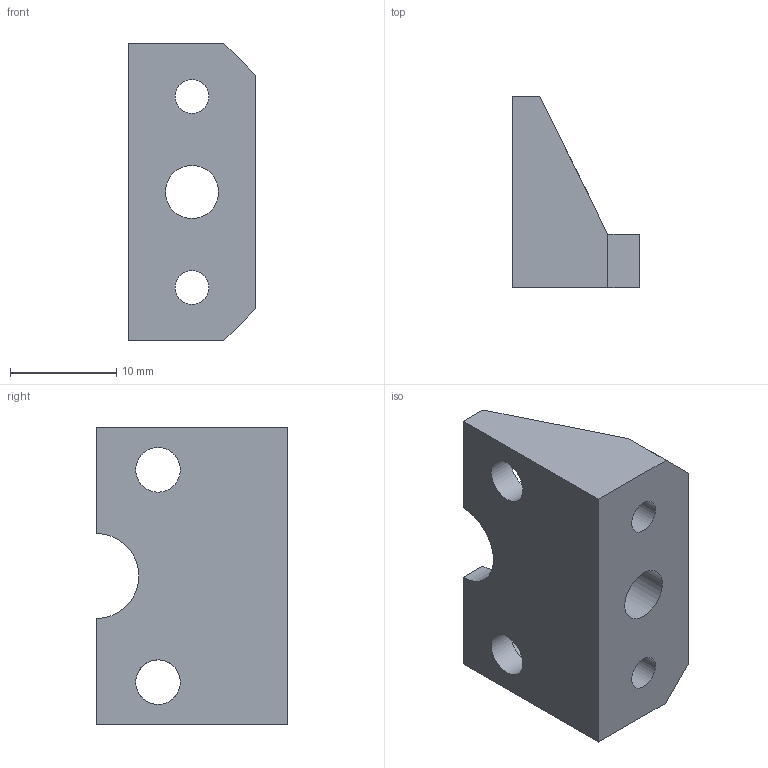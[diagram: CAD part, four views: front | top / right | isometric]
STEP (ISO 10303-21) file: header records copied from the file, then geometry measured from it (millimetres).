
FILE_DESCRIPTION(/* description */ (''),/* implementation_level */ '2;1');
FILE_NAME(/* name */ 'bltouch_sensor.stp',/* time_stamp */ '2020-03-03T20:00:50+02:00',/* author */ ('alex_'),/* organization */ (''),/* preprocessor_version */ 'ST-DEVELOPER v17.2',/* originating_system */ 'Autodesk Inventor 2019',/* authorisation */ '');
FILE_SCHEMA (('AUTOMOTIVE_DESIGN { 1 0 10303 214 3 1 1 }'));
Length unit declared in the file: millimetre
Products named in the file (1): bltouch_sensor
Bounding box: 12 x 18 x 28 mm (x, y, z)
Volume: 2328.7 mm3; surface area: 2108.4 mm2
Topology: 1 solids, 1 shells, 41 faces, 110 edges, 71 vertices
Faces by surface type: plane 33, cylinder 8
Full cylindrical faces by diameter (mm): 3.2 x2, 4.2 x2, 5 x1
Entity records: 1326 total; most frequent: CARTESIAN_POINT 223, ORIENTED_EDGE 220, DIRECTION 211, EDGE_CURVE 110, LINE 93, VECTOR 93, VERTEX_POINT 71, AXIS2_PLACEMENT_3D 59
